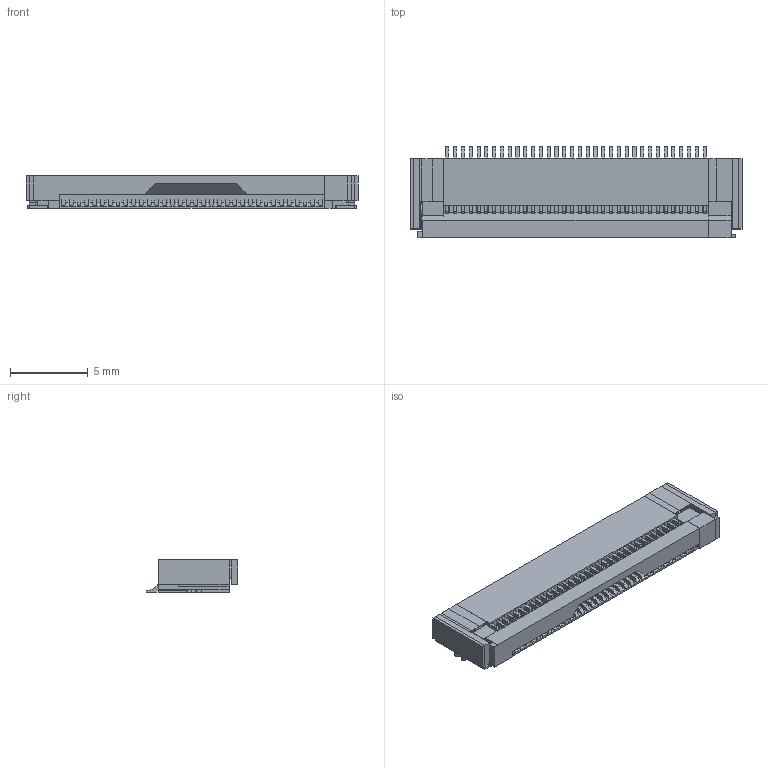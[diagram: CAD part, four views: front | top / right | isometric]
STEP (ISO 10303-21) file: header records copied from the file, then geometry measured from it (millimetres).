
FILE_DESCRIPTION(('STEP AP203'), '1');
FILE_NAME('FPC-34', '', ('UNSPECIFIED'), ('UNSPECIFIED'), 'ASCON STEP Converter 1.6', 'ASCON Math Kernel', '');
FILE_SCHEMA(('CONFIG_CONTROL_DESIGN'));
Length unit declared in the file: millimetre
Bounding box: 21.3 x 5.85 x 2.11 mm (x, y, z)
Volume: 134.2 mm3; surface area: 1250.7 mm2
Topology: 17 solids, 17 shells, 1730 faces, 5466 edges, 3501 vertices
Faces by surface type: plane 1546, cylinder 184
Full cylindrical faces by diameter (mm): 0.7 x2, 0.8 x2
Entity records: 73646 total; most frequent: ORIENTED_EDGE 10924, CARTESIAN_POINT 10694, DIRECTION 9296, EDGE_CURVE 5462, LINE 5090, VECTOR 5090, VERTEX_POINT 3501, AXIS2_PLACEMENT_3D 2103
